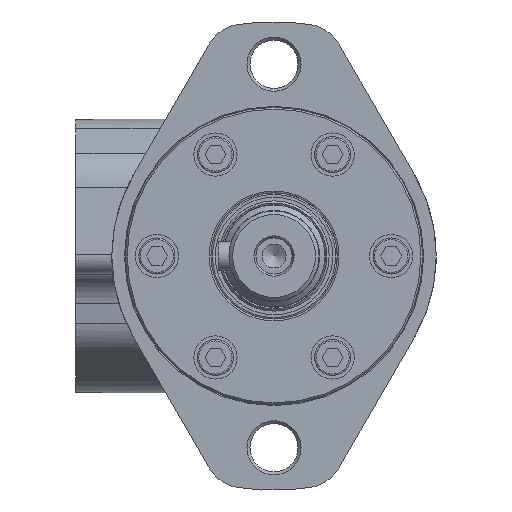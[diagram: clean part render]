
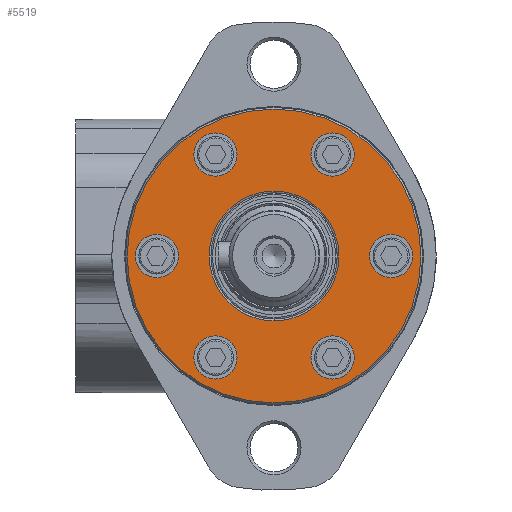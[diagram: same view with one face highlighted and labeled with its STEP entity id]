
A CAD part, left-side view. The second image highlights one B-rep face of the part: STEP entity #5519.
In plain terms, the highlighted planar face has unit normal (-1, 0, 0).
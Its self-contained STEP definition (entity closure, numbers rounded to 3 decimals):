
#108=PLANE('',#6098);
#1232=CIRCLE('',#6099,40.75);
#1233=CIRCLE('',#6100,6.);
#1234=CIRCLE('',#6101,6.);
#1235=CIRCLE('',#6102,6.);
#1236=CIRCLE('',#6103,6.);
#1237=CIRCLE('',#6104,6.);
#1238=CIRCLE('',#6105,6.);
#1239=CIRCLE('',#6106,18.);
#1935=ORIENTED_EDGE('',*,*,#3197,.F.);
#1936=ORIENTED_EDGE('',*,*,#3198,.F.);
#1937=ORIENTED_EDGE('',*,*,#3199,.T.);
#1938=ORIENTED_EDGE('',*,*,#3200,.T.);
#1939=ORIENTED_EDGE('',*,*,#3201,.T.);
#1940=ORIENTED_EDGE('',*,*,#3202,.T.);
#1941=ORIENTED_EDGE('',*,*,#3203,.T.);
#1942=ORIENTED_EDGE('',*,*,#3204,.T.);
#3197=EDGE_CURVE('',#3889,#3889,#1232,.T.);
#3198=EDGE_CURVE('',#3890,#3890,#1233,.F.);
#3199=EDGE_CURVE('',#3891,#3891,#1234,.T.);
#3200=EDGE_CURVE('',#3892,#3892,#1235,.T.);
#3201=EDGE_CURVE('',#3893,#3893,#1236,.T.);
#3202=EDGE_CURVE('',#3894,#3894,#1237,.T.);
#3203=EDGE_CURVE('',#3895,#3895,#1238,.T.);
#3204=EDGE_CURVE('',#3896,#3896,#1239,.T.);
#3889=VERTEX_POINT('',#9114);
#3890=VERTEX_POINT('',#9116);
#3891=VERTEX_POINT('',#9118);
#3892=VERTEX_POINT('',#9120);
#3893=VERTEX_POINT('',#9122);
#3894=VERTEX_POINT('',#9124);
#3895=VERTEX_POINT('',#9126);
#3896=VERTEX_POINT('',#9128);
#4488=EDGE_LOOP('',(#1935));
#4489=EDGE_LOOP('',(#1936));
#4490=EDGE_LOOP('',(#1937));
#4491=EDGE_LOOP('',(#1938));
#4492=EDGE_LOOP('',(#1939));
#4493=EDGE_LOOP('',(#1940));
#4494=EDGE_LOOP('',(#1941));
#4495=EDGE_LOOP('',(#1942));
#5023=FACE_BOUND('',#4488,.T.);
#5024=FACE_BOUND('',#4489,.T.);
#5025=FACE_BOUND('',#4490,.T.);
#5026=FACE_BOUND('',#4491,.T.);
#5027=FACE_BOUND('',#4492,.T.);
#5028=FACE_BOUND('',#4493,.T.);
#5029=FACE_BOUND('',#4494,.T.);
#5030=FACE_BOUND('',#4495,.T.);
#5519=ADVANCED_FACE('',(#5023,#5024,#5025,#5026,#5027,#5028,#5029,#5030),
#108,.F.);
#6098=AXIS2_PLACEMENT_3D('',#9112,#7144,#7145);
#6099=AXIS2_PLACEMENT_3D('',#9113,#7146,#7147);
#6100=AXIS2_PLACEMENT_3D('',#9115,#7148,#7149);
#6101=AXIS2_PLACEMENT_3D('',#9117,#7150,#7151);
#6102=AXIS2_PLACEMENT_3D('',#9119,#7152,#7153);
#6103=AXIS2_PLACEMENT_3D('',#9121,#7154,#7155);
#6104=AXIS2_PLACEMENT_3D('',#9123,#7156,#7157);
#6105=AXIS2_PLACEMENT_3D('',#9125,#7158,#7159);
#6106=AXIS2_PLACEMENT_3D('',#9127,#7160,#7161);
#7144=DIRECTION('',(1.,0.,0.));
#7145=DIRECTION('',(0.,0.,-1.));
#7146=DIRECTION('',(1.,0.,0.));
#7147=DIRECTION('',(0.,0.,-1.));
#7148=DIRECTION('',(1.,0.,0.));
#7149=DIRECTION('',(0.,0.,-1.));
#7150=DIRECTION('',(1.,0.,0.));
#7151=DIRECTION('',(0.,0.,-1.));
#7152=DIRECTION('',(1.,0.,0.));
#7153=DIRECTION('',(0.,0.,-1.));
#7154=DIRECTION('',(1.,0.,0.));
#7155=DIRECTION('',(0.,0.,-1.));
#7156=DIRECTION('',(1.,0.,0.));
#7157=DIRECTION('',(0.,0.,-1.));
#7158=DIRECTION('',(1.,0.,0.));
#7159=DIRECTION('',(0.,0.,-1.));
#7160=DIRECTION('',(1.,0.,0.));
#7161=DIRECTION('',(0.,0.,-1.));
#9112=CARTESIAN_POINT('',(0.,0.,0.));
#9113=CARTESIAN_POINT('',(0.,0.,0.));
#9114=CARTESIAN_POINT('',(0.,0.,-40.75));
#9115=CARTESIAN_POINT('',(0.,32.5,0.));
#9116=CARTESIAN_POINT('',(0.,32.5,-6.));
#9117=CARTESIAN_POINT('',(0.,16.25,-28.146));
#9118=CARTESIAN_POINT('',(0.,16.25,-34.146));
#9119=CARTESIAN_POINT('',(0.,-16.25,-28.146));
#9120=CARTESIAN_POINT('',(0.,-16.25,-34.146));
#9121=CARTESIAN_POINT('',(0.,-32.5,0.));
#9122=CARTESIAN_POINT('',(0.,-32.5,-6.));
#9123=CARTESIAN_POINT('',(0.,-16.25,28.146));
#9124=CARTESIAN_POINT('',(0.,-16.25,22.146));
#9125=CARTESIAN_POINT('',(0.,16.25,28.146));
#9126=CARTESIAN_POINT('',(0.,16.25,22.146));
#9127=CARTESIAN_POINT('',(0.,0.,0.));
#9128=CARTESIAN_POINT('',(0.,0.,-18.));
